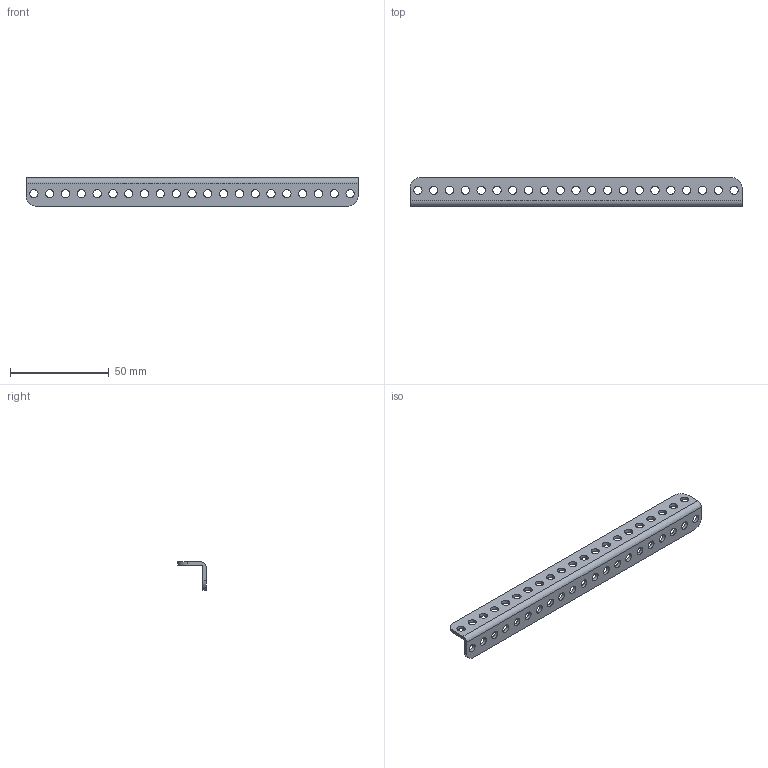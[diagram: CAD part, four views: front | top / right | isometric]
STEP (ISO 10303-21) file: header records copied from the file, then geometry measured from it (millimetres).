
FILE_DESCRIPTION(/* description */ (''),/* implementation_level */ '2;1');
FILE_NAME(/* name */ 'Matrix_01-0021.ipt.stp',/* time_stamp */ '2014-12-18T17:41:46-08:00',/* author */ ('Autodesk Inc.'),/* organization */ ('Autodesk Inc.'),/* preprocessor_version */ 'ST-DEVELOPER v15.6',/* originating_system */ 'Autodesk Inventor 2015',/* authorisation */ '');
FILE_SCHEMA (('AUTOMOTIVE_DESIGN { 1 0 10303 214 3 1 1 }'));
Length unit declared in the file: millimetre
Products named in the file (1): Matrix_01-0021
Bounding box: 168 x 14.3 x 14.3 mm (x, y, z)
Volume: 6087.3 mm3; surface area: 9104.1 mm2
Topology: 1 solids, 1 shells, 56 faces, 162 edges, 108 vertices
Faces by surface type: cylinder 48, plane 8
Full cylindrical faces by diameter (mm): 4.2 x42
Entity records: 1884 total; most frequent: DIRECTION 330, CARTESIAN_POINT 285, ORIENTED_EDGE 240, EDGE_LOOP 182, AXIS2_PLACEMENT_3D 153, FACE_BOUND 126, EDGE_CURVE 120, VERTEX_POINT 108
